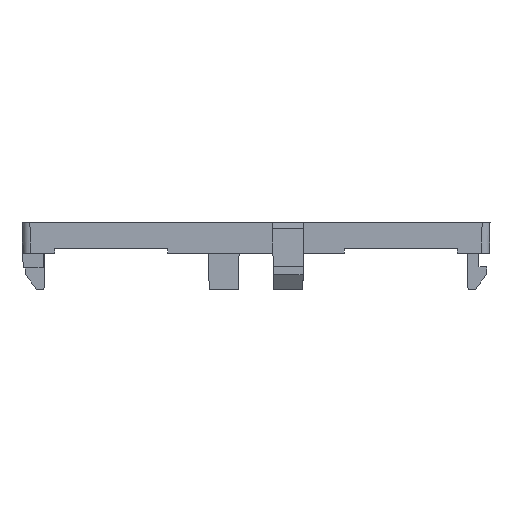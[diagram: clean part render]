
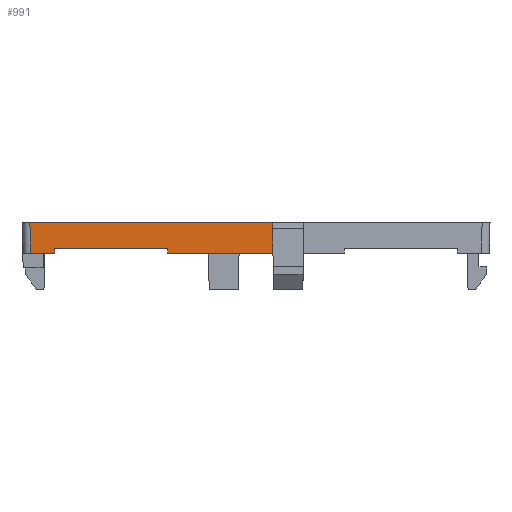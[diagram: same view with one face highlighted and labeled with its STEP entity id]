
A CAD part, front view. The second image highlights one B-rep face of the part: STEP entity #991.
In plain terms, the highlighted planar face has unit normal (0, -1, -0.018).
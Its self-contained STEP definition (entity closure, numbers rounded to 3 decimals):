
#4 = CARTESIAN_POINT ( 'NONE',  ( -7.791, -104.623, -2.3 ) ) ;
#8 = CARTESIAN_POINT ( 'NONE',  ( 0., -104.623, -2.3 ) ) ;
#36 = VERTEX_POINT ( 'NONE', #683 ) ;
#236 = VERTEX_POINT ( 'NONE', #544 ) ;
#290 = LINE ( 'NONE', #1052, #839 ) ;
#291 = VERTEX_POINT ( 'NONE', #2070 ) ;
#298 = LINE ( 'NONE', #2771, #643 ) ;
#320 = EDGE_CURVE ( 'NONE', #715, #236, #2529, .T. ) ;
#425 = CARTESIAN_POINT ( 'NONE',  ( -20., -104.67, 0.412 ) ) ;
#460 = DIRECTION ( 'NONE',  ( 0., -1., -0.017 ) ) ;
#469 = PLANE ( 'NONE',  #2773 ) ;
#501 = CARTESIAN_POINT ( 'NONE',  ( 1.446, -104.677, 0.786 ) ) ;
#502 = ORIENTED_EDGE ( 'NONE', *, *, #1231, .T. ) ;
#512 = ORIENTED_EDGE ( 'NONE', *, *, #3016, .T. ) ;
#533 = DIRECTION ( 'NONE',  ( 1., 0., 0. ) ) ;
#544 = CARTESIAN_POINT ( 'NONE',  ( -19.953, -104.623, -2.3 ) ) ;
#577 = LINE ( 'NONE', #1023, #2881 ) ;
#601 = VECTOR ( 'NONE', #3223, 1000. ) ;
#610 = ORIENTED_EDGE ( 'NONE', *, *, #2917, .F. ) ;
#643 = VECTOR ( 'NONE', #1332, 1000. ) ;
#683 = CARTESIAN_POINT ( 'NONE',  ( -17.809, -104.623, -2.3 ) ) ;
#715 = VERTEX_POINT ( 'NONE', #3089 ) ;
#839 = VECTOR ( 'NONE', #533, 1000. ) ;
#953 = LINE ( 'NONE', #501, #1985 ) ;
#991 = ADVANCED_FACE ( 'NONE', ( #2718 ), #469, .T. ) ;
#1015 = VERTEX_POINT ( 'NONE', #1440 ) ;
#1023 = CARTESIAN_POINT ( 'NONE',  ( -7.842, -104.674, 0.624 ) ) ;
#1052 = CARTESIAN_POINT ( 'NONE',  ( 0., -104.623, -2.3 ) ) ;
#1062 = CARTESIAN_POINT ( 'NONE',  ( -20.7, -104.63, -1.9 ) ) ;
#1153 = VERTEX_POINT ( 'NONE', #1803 ) ;
#1211 = ORIENTED_EDGE ( 'NONE', *, *, #1296, .F. ) ;
#1231 = EDGE_CURVE ( 'NONE', #1015, #2164, #577, .T. ) ;
#1296 = EDGE_CURVE ( 'NONE', #715, #291, #298, .T. ) ;
#1332 = DIRECTION ( 'NONE',  ( 1., 0., 0. ) ) ;
#1381 = VECTOR ( 'NONE', #1844, 1000. ) ;
#1440 = CARTESIAN_POINT ( 'NONE',  ( -7.798, -104.63, -1.9 ) ) ;
#1449 = DIRECTION ( 'NONE',  ( 0., 0.017, -1. ) ) ;
#1610 = CARTESIAN_POINT ( 'NONE',  ( -17.762, -104.669, 0.349 ) ) ;
#1690 = VECTOR ( 'NONE', #2417, 1000. ) ;
#1743 = LINE ( 'NONE', #8, #601 ) ;
#1803 = CARTESIAN_POINT ( 'NONE',  ( -17.802, -104.63, -1.9 ) ) ;
#1813 = DIRECTION ( 'NONE',  ( 0.017, 0.017, -1. ) ) ;
#1844 = DIRECTION ( 'NONE',  ( -1., 0., 0. ) ) ;
#1939 = EDGE_CURVE ( 'NONE', #2903, #291, #953, .T. ) ;
#1985 = VECTOR ( 'NONE', #3244, 1000. ) ;
#2023 = ORIENTED_EDGE ( 'NONE', *, *, #2490, .T. ) ;
#2070 = CARTESIAN_POINT ( 'NONE',  ( 1.453, -104.67, 0.4 ) ) ;
#2146 = DIRECTION ( 'NONE',  ( 0.017, -0.017, 1. ) ) ;
#2164 = VERTEX_POINT ( 'NONE', #4 ) ;
#2184 = CARTESIAN_POINT ( 'NONE',  ( -20.7, -104.67, 0.4 ) ) ;
#2417 = DIRECTION ( 'NONE',  ( 0.017, 0.017, -1. ) ) ;
#2490 = EDGE_CURVE ( 'NONE', #36, #1153, #2519, .T. ) ;
#2519 = LINE ( 'NONE', #1610, #2952 ) ;
#2524 = ORIENTED_EDGE ( 'NONE', *, *, #2824, .T. ) ;
#2529 = LINE ( 'NONE', #425, #1690 ) ;
#2581 = ORIENTED_EDGE ( 'NONE', *, *, #320, .T. ) ;
#2594 = LINE ( 'NONE', #1062, #1381 ) ;
#2718 = FACE_OUTER_BOUND ( 'NONE', #3177, .T. ) ;
#2771 = CARTESIAN_POINT ( 'NONE',  ( -20.7, -104.67, 0.4 ) ) ;
#2773 = AXIS2_PLACEMENT_3D ( 'NONE', #2184, #460, #1449 ) ;
#2818 = CARTESIAN_POINT ( 'NONE',  ( 1.5, -104.623, -2.3 ) ) ;
#2824 = EDGE_CURVE ( 'NONE', #2164, #2903, #290, .T. ) ;
#2881 = VECTOR ( 'NONE', #1813, 1000. ) ;
#2903 = VERTEX_POINT ( 'NONE', #2818 ) ;
#2917 = EDGE_CURVE ( 'NONE', #1015, #1153, #2594, .T. ) ;
#2943 = ORIENTED_EDGE ( 'NONE', *, *, #1939, .T. ) ;
#2952 = VECTOR ( 'NONE', #2146, 1000. ) ;
#3016 = EDGE_CURVE ( 'NONE', #236, #36, #1743, .T. ) ;
#3089 = CARTESIAN_POINT ( 'NONE',  ( -20., -104.67, 0.4 ) ) ;
#3177 = EDGE_LOOP ( 'NONE', ( #1211, #2581, #512, #2023, #610, #502, #2524, #2943 ) ) ;
#3223 = DIRECTION ( 'NONE',  ( 1., 0., 0. ) ) ;
#3244 = DIRECTION ( 'NONE',  ( -0.017, -0.017, 1. ) ) ;
